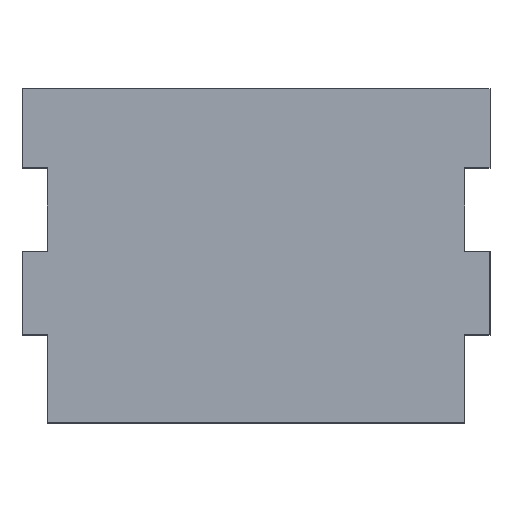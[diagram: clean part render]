
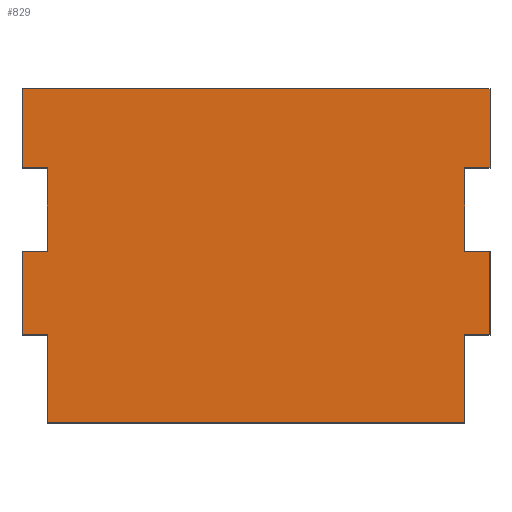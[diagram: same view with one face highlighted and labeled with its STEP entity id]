
A CAD part, top view. The second image highlights one B-rep face of the part: STEP entity #829.
In plain terms, the highlighted planar face has unit normal (0, 0, 1).
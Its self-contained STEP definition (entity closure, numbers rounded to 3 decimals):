
#57=PLANE('',#904);
#99=FACE_OUTER_BOUND('',#147,.T.);
#147=EDGE_LOOP('',(#751,#752,#753,#754,#755,#756,#757,#758,#759,#760,#761,
#762,#763,#764,#765,#766));
#205=LINE('',#1260,#307);
#208=LINE('',#1266,#310);
#211=LINE('',#1272,#313);
#214=LINE('',#1278,#316);
#217=LINE('',#1284,#319);
#220=LINE('',#1290,#322);
#223=LINE('',#1296,#325);
#226=LINE('',#1302,#328);
#229=LINE('',#1308,#331);
#232=LINE('',#1314,#334);
#235=LINE('',#1320,#337);
#238=LINE('',#1326,#340);
#241=LINE('',#1332,#343);
#244=LINE('',#1338,#346);
#247=LINE('',#1344,#349);
#250=LINE('',#1348,#352);
#307=VECTOR('',#1038,10.);
#310=VECTOR('',#1043,10.);
#313=VECTOR('',#1048,10.);
#316=VECTOR('',#1053,10.);
#319=VECTOR('',#1058,10.);
#322=VECTOR('',#1063,10.);
#325=VECTOR('',#1068,10.);
#328=VECTOR('',#1073,10.);
#331=VECTOR('',#1078,10.);
#334=VECTOR('',#1083,10.);
#337=VECTOR('',#1088,10.);
#340=VECTOR('',#1093,10.);
#343=VECTOR('',#1098,10.);
#346=VECTOR('',#1103,10.);
#349=VECTOR('',#1108,10.);
#352=VECTOR('',#1113,10.);
#411=VERTEX_POINT('',#1257);
#412=VERTEX_POINT('',#1259);
#414=VERTEX_POINT('',#1265);
#416=VERTEX_POINT('',#1271);
#418=VERTEX_POINT('',#1277);
#420=VERTEX_POINT('',#1283);
#422=VERTEX_POINT('',#1289);
#424=VERTEX_POINT('',#1295);
#426=VERTEX_POINT('',#1301);
#428=VERTEX_POINT('',#1307);
#430=VERTEX_POINT('',#1313);
#432=VERTEX_POINT('',#1319);
#434=VERTEX_POINT('',#1325);
#436=VERTEX_POINT('',#1331);
#438=VERTEX_POINT('',#1337);
#440=VERTEX_POINT('',#1343);
#509=EDGE_CURVE('',#412,#411,#205,.T.);
#512=EDGE_CURVE('',#414,#412,#208,.T.);
#515=EDGE_CURVE('',#416,#414,#211,.T.);
#518=EDGE_CURVE('',#418,#416,#214,.T.);
#521=EDGE_CURVE('',#420,#418,#217,.T.);
#524=EDGE_CURVE('',#422,#420,#220,.T.);
#527=EDGE_CURVE('',#424,#422,#223,.T.);
#530=EDGE_CURVE('',#426,#424,#226,.T.);
#533=EDGE_CURVE('',#428,#426,#229,.T.);
#536=EDGE_CURVE('',#430,#428,#232,.T.);
#539=EDGE_CURVE('',#432,#430,#235,.T.);
#542=EDGE_CURVE('',#434,#432,#238,.T.);
#545=EDGE_CURVE('',#436,#434,#241,.T.);
#548=EDGE_CURVE('',#438,#436,#244,.T.);
#551=EDGE_CURVE('',#440,#438,#247,.T.);
#554=EDGE_CURVE('',#411,#440,#250,.T.);
#751=ORIENTED_EDGE('',*,*,#554,.T.);
#752=ORIENTED_EDGE('',*,*,#551,.T.);
#753=ORIENTED_EDGE('',*,*,#548,.T.);
#754=ORIENTED_EDGE('',*,*,#545,.T.);
#755=ORIENTED_EDGE('',*,*,#542,.T.);
#756=ORIENTED_EDGE('',*,*,#539,.T.);
#757=ORIENTED_EDGE('',*,*,#536,.T.);
#758=ORIENTED_EDGE('',*,*,#533,.T.);
#759=ORIENTED_EDGE('',*,*,#530,.T.);
#760=ORIENTED_EDGE('',*,*,#527,.T.);
#761=ORIENTED_EDGE('',*,*,#524,.T.);
#762=ORIENTED_EDGE('',*,*,#521,.T.);
#763=ORIENTED_EDGE('',*,*,#518,.T.);
#764=ORIENTED_EDGE('',*,*,#515,.T.);
#765=ORIENTED_EDGE('',*,*,#512,.T.);
#766=ORIENTED_EDGE('',*,*,#509,.T.);
#829=ADVANCED_FACE('',(#99),#57,.T.);
#904=AXIS2_PLACEMENT_3D('',#1349,#1114,#1115);
#1038=DIRECTION('',(0.,-1.,0.));
#1043=DIRECTION('',(1.,0.,0.));
#1048=DIRECTION('',(0.,-1.,0.));
#1053=DIRECTION('',(-1.,0.,0.));
#1058=DIRECTION('',(0.,-1.,0.));
#1063=DIRECTION('',(1.,0.,0.));
#1068=DIRECTION('',(0.,-1.,0.));
#1073=DIRECTION('',(-1.,0.,0.));
#1078=DIRECTION('',(0.,1.,0.));
#1083=DIRECTION('',(1.,0.,0.));
#1088=DIRECTION('',(0.,1.,0.));
#1093=DIRECTION('',(-1.,0.,0.));
#1098=DIRECTION('',(0.,1.,0.));
#1103=DIRECTION('',(1.,0.,0.));
#1108=DIRECTION('',(0.,1.,0.));
#1113=DIRECTION('',(1.,0.,0.));
#1114=DIRECTION('center_axis',(0.,0.,1.));
#1115=DIRECTION('ref_axis',(1.,0.,0.));
#1257=CARTESIAN_POINT('',(-25.,-20.,35.));
#1259=CARTESIAN_POINT('',(-25.,-9.47,35.));
#1260=CARTESIAN_POINT('',(-25.,-9.47,35.));
#1265=CARTESIAN_POINT('',(-28.,-9.47,35.));
#1266=CARTESIAN_POINT('',(-28.,-9.47,35.));
#1271=CARTESIAN_POINT('',(-28.,0.53,35.));
#1272=CARTESIAN_POINT('',(-28.,0.53,35.));
#1277=CARTESIAN_POINT('',(-25.,0.53,35.));
#1278=CARTESIAN_POINT('',(-25.,0.53,35.));
#1283=CARTESIAN_POINT('',(-25.,10.53,35.));
#1284=CARTESIAN_POINT('',(-25.,10.53,35.));
#1289=CARTESIAN_POINT('',(-28.,10.53,35.));
#1290=CARTESIAN_POINT('',(-28.,10.53,35.));
#1295=CARTESIAN_POINT('',(-28.,20.,35.));
#1296=CARTESIAN_POINT('',(-28.,20.,35.));
#1301=CARTESIAN_POINT('',(28.,20.,35.));
#1302=CARTESIAN_POINT('',(28.,20.,35.));
#1307=CARTESIAN_POINT('',(28.,10.53,35.));
#1308=CARTESIAN_POINT('',(28.,10.53,35.));
#1313=CARTESIAN_POINT('',(25.,10.53,35.));
#1314=CARTESIAN_POINT('',(25.,10.53,35.));
#1319=CARTESIAN_POINT('',(25.,0.53,35.));
#1320=CARTESIAN_POINT('',(25.,0.53,35.));
#1325=CARTESIAN_POINT('',(28.,0.53,35.));
#1326=CARTESIAN_POINT('',(28.,0.53,35.));
#1331=CARTESIAN_POINT('',(28.,-9.47,35.));
#1332=CARTESIAN_POINT('',(28.,-9.47,35.));
#1337=CARTESIAN_POINT('',(25.,-9.47,35.));
#1338=CARTESIAN_POINT('',(25.,-9.47,35.));
#1343=CARTESIAN_POINT('',(25.,-20.,35.));
#1344=CARTESIAN_POINT('',(25.,-20.,35.));
#1348=CARTESIAN_POINT('',(-25.,-20.,35.));
#1349=CARTESIAN_POINT('Origin',(0.,0.635,
35.));
